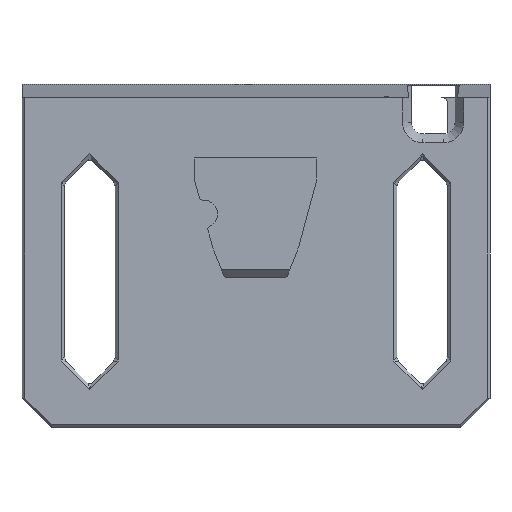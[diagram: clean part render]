
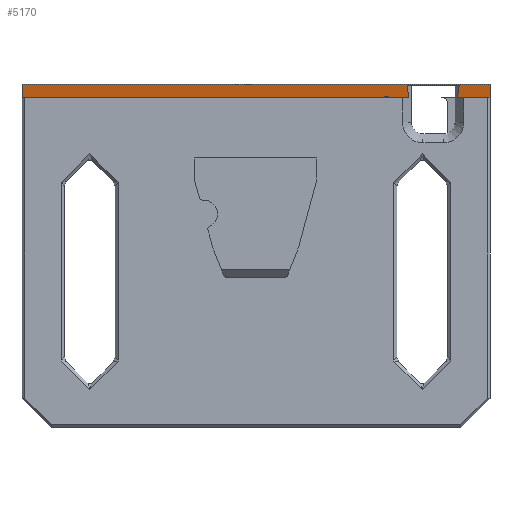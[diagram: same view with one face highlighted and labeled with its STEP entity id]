
A CAD part, front view. The second image highlights one B-rep face of the part: STEP entity #5170.
In plain terms, the highlighted planar face has unit normal (0, -0.982, -0.189).
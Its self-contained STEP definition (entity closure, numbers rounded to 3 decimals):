
#687=FACE_OUTER_BOUND('',#1010,.T.);
#1010=EDGE_LOOP('',(#4640,#4641,#4642,#4643,#4644,#4645,#4646,#4647));
#1237=LINE('',#7566,#1745);
#1290=LINE('',#7706,#1798);
#1294=LINE('',#7713,#1802);
#1347=LINE('',#8710,#1855);
#1431=LINE('',#9486,#1939);
#1474=LINE('',#9579,#1982);
#1508=LINE('',#9958,#2016);
#1516=LINE('',#9989,#2024);
#1745=VECTOR('',#6083,10.);
#1798=VECTOR('',#6210,10.);
#1802=VECTOR('',#6216,10.);
#1855=VECTOR('',#6477,10.);
#1939=VECTOR('',#6781,10.);
#1982=VECTOR('',#6868,10.);
#2016=VECTOR('',#6952,10.);
#2024=VECTOR('',#7000,10.);
#2188=VERTEX_POINT('',#7563);
#2189=VERTEX_POINT('',#7565);
#2229=VERTEX_POINT('',#7703);
#2230=VERTEX_POINT('',#7705);
#2232=VERTEX_POINT('',#7711);
#2318=VERTEX_POINT('',#8709);
#2439=VERTEX_POINT('',#9577);
#2440=VERTEX_POINT('',#9578);
#2715=EDGE_CURVE('',#2189,#2188,#1237,.T.);
#2782=EDGE_CURVE('',#2230,#2229,#1290,.T.);
#2786=EDGE_CURVE('',#2229,#2232,#1294,.T.);
#2923=EDGE_CURVE('',#2318,#2189,#1347,.T.);
#3088=EDGE_CURVE('',#2318,#2232,#1431,.T.);
#3133=EDGE_CURVE('',#2439,#2440,#1474,.T.);
#3190=EDGE_CURVE('',#2188,#2439,#1508,.T.);
#3199=EDGE_CURVE('',#2440,#2230,#1516,.T.);
#4640=ORIENTED_EDGE('',*,*,#3199,.T.);
#4641=ORIENTED_EDGE('',*,*,#2782,.T.);
#4642=ORIENTED_EDGE('',*,*,#2786,.T.);
#4643=ORIENTED_EDGE('',*,*,#3088,.F.);
#4644=ORIENTED_EDGE('',*,*,#2923,.T.);
#4645=ORIENTED_EDGE('',*,*,#2715,.T.);
#4646=ORIENTED_EDGE('',*,*,#3190,.T.);
#4647=ORIENTED_EDGE('',*,*,#3133,.T.);
#4866=PLANE('',#5627);
#5170=ADVANCED_FACE('',(#687),#4866,.T.);
#5627=AXIS2_PLACEMENT_3D('',#9990,#7001,#7002);
#6083=DIRECTION('',(1.,0.,0.));
#6210=DIRECTION('',(1.,0.,0.));
#6216=DIRECTION('',(0.,-0.189,0.982));
#6477=DIRECTION('',(0.,0.189,-0.982));
#6781=DIRECTION('',(1.,0.,0.));
#6868=DIRECTION('',(1.,0.,0.));
#6952=DIRECTION('',(-0.14,-0.187,0.972));
#7000=DIRECTION('',(-0.14,0.187,-0.972));
#7001=DIRECTION('center_axis',(0.,-0.982,-0.189));
#7002=DIRECTION('ref_axis',(0.,-0.189,0.982));
#7563=CARTESIAN_POINT('',(162.335,-9.22,155.771));
#7565=CARTESIAN_POINT('',(-103.15,-9.22,155.771));
#7566=CARTESIAN_POINT('',(-103.15,-9.22,155.771));
#7703=CARTESIAN_POINT('',(218.,-9.22,155.771));
#7705=CARTESIAN_POINT('',(195.665,-9.22,155.771));
#7706=CARTESIAN_POINT('',(-103.15,-9.22,155.771));
#7711=CARTESIAN_POINT('',(218.,-10.95,164.771));
#7713=CARTESIAN_POINT('',(218.,11.936,45.727));
#8709=CARTESIAN_POINT('',(-103.15,-10.95,164.771));
#8710=CARTESIAN_POINT('',(-103.15,-11.744,168.9));
#9486=CARTESIAN_POINT('',(-103.15,-10.95,164.771));
#9577=CARTESIAN_POINT('',(161.11,-10.854,164.271));
#9578=CARTESIAN_POINT('',(196.89,-10.854,164.271));
#9579=CARTESIAN_POINT('',(45.425,-10.854,164.271));
#9958=CARTESIAN_POINT('',(162.88,-8.493,151.992));
#9989=CARTESIAN_POINT('',(193.187,-5.916,138.589));
#9990=CARTESIAN_POINT('Origin',(-103.15,-9.22,155.771));
